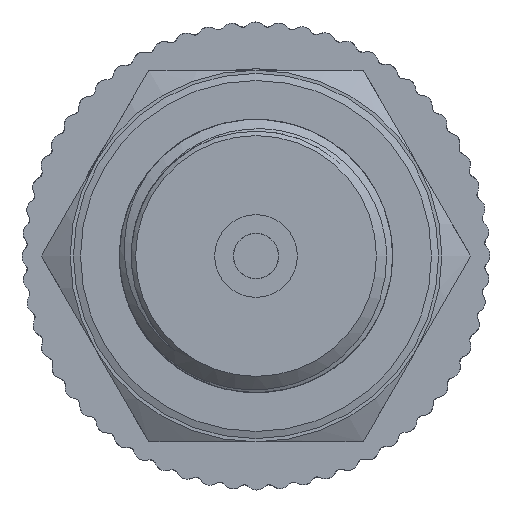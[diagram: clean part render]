
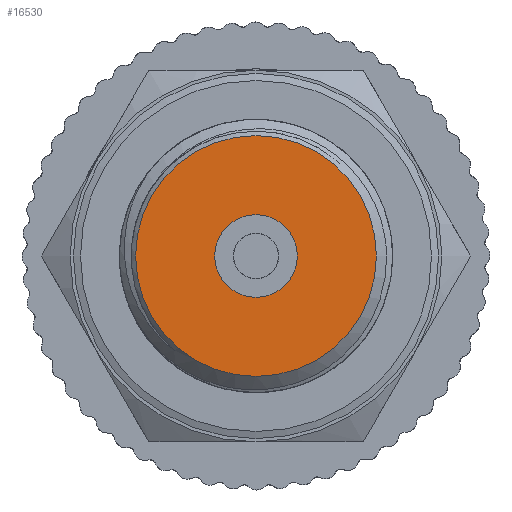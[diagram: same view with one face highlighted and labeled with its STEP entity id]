
A CAD part, left-side view. The second image highlights one B-rep face of the part: STEP entity #16530.
In plain terms, the highlighted conical face has half-angle 90 degrees and reference radius 5.875 mm.
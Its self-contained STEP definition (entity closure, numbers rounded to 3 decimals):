
#957=CONICAL_SURFACE('',#17389,5.875,1.571);
#1337=FACE_OUTER_BOUND('',#2292,.T.);
#2292=EDGE_LOOP('',(#12846,#12847,#12848,#12849));
#2998=CIRCLE('',#17388,3.);
#2999=CIRCLE('',#17390,8.75);
#4624=LINE('',#41630,#5812);
#5812=VECTOR('',#18778,5.875);
#7271=VERTEX_POINT('',#41625);
#7272=VERTEX_POINT('',#41629);
#9307=EDGE_CURVE('',#7271,#7271,#2998,.T.);
#9309=EDGE_CURVE('',#7271,#7272,#4624,.T.);
#9310=EDGE_CURVE('',#7272,#7272,#2999,.T.);
#12846=ORIENTED_EDGE('',*,*,#9307,.T.);
#12847=ORIENTED_EDGE('',*,*,#9309,.T.);
#12848=ORIENTED_EDGE('',*,*,#9310,.F.);
#12849=ORIENTED_EDGE('',*,*,#9309,.F.);
#16530=ADVANCED_FACE('',(#1337),#957,.F.);
#17388=AXIS2_PLACEMENT_3D('',#41626,#18773,#18774);
#17389=AXIS2_PLACEMENT_3D('',#41628,#18776,#18777);
#17390=AXIS2_PLACEMENT_3D('',#41631,#18779,#18780);
#18773=DIRECTION('center_axis',(1.,0.,0.));
#18774=DIRECTION('ref_axis',(0.,0.,-1.));
#18776=DIRECTION('center_axis',(-1.,0.,0.));
#18777=DIRECTION('ref_axis',(0.,1.,0.));
#18778=DIRECTION('',(0.,-1.,0.));
#18779=DIRECTION('center_axis',(1.,0.,0.));
#18780=DIRECTION('ref_axis',(0.,0.,-1.));
#41625=CARTESIAN_POINT('',(-67.,-3.,0.));
#41626=CARTESIAN_POINT('Origin',(-67.,0.,0.));
#41628=CARTESIAN_POINT('Origin',(-67.,0.,0.));
#41629=CARTESIAN_POINT('',(-67.,-8.75,0.));
#41630=CARTESIAN_POINT('',(-67.,-5.875,0.));
#41631=CARTESIAN_POINT('Origin',(-67.,0.,0.));
